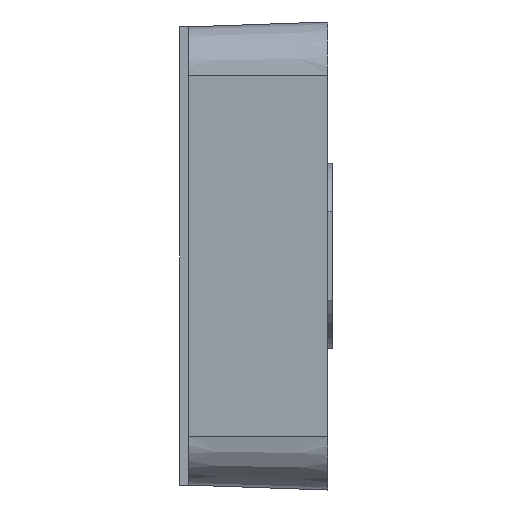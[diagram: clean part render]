
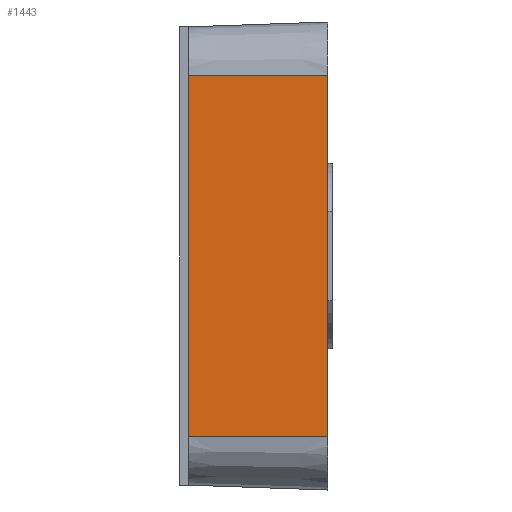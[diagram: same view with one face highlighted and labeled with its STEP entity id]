
A CAD part, left-side view. The second image highlights one B-rep face of the part: STEP entity #1443.
In plain terms, the highlighted planar face has unit normal (-0.999, 0.035, 0).
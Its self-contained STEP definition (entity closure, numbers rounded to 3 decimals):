
#76 = ORIENTED_EDGE ( 'NONE', *, *, #2199, .F. ) ;
#87 = CARTESIAN_POINT ( 'NONE',  ( -29.79, 6., -7.8 ) ) ;
#111 = VECTOR ( 'NONE', #2067, 1000. ) ;
#112 = DIRECTION ( 'NONE',  ( -0.999, 0.035, 0. ) ) ;
#220 = CARTESIAN_POINT ( 'NONE',  ( -30., 0., -7.8 ) ) ;
#228 = LINE ( 'NONE', #838, #664 ) ;
#249 = ORIENTED_EDGE ( 'NONE', *, *, #942, .T. ) ;
#476 = CARTESIAN_POINT ( 'NONE',  ( -30., 0., -7.8 ) ) ;
#517 = CARTESIAN_POINT ( 'NONE',  ( -30., 0., 7.8 ) ) ;
#657 = LINE ( 'NONE', #1464, #111 ) ;
#664 = VECTOR ( 'NONE', #2054, 1000. ) ;
#693 = VERTEX_POINT ( 'NONE', #1577 ) ;
#719 = FACE_OUTER_BOUND ( 'NONE', #847, .T. ) ;
#814 = LINE ( 'NONE', #220, #1713 ) ;
#838 = CARTESIAN_POINT ( 'NONE',  ( -30., 0., 7.8 ) ) ;
#847 = EDGE_LOOP ( 'NONE', ( #2310, #1560, #76, #249 ) ) ;
#877 = DIRECTION ( 'NONE',  ( 0., 0., 1. ) ) ;
#903 = AXIS2_PLACEMENT_3D ( 'NONE', #2511, #112, #2147 ) ;
#942 = EDGE_CURVE ( 'NONE', #693, #1279, #657, .T. ) ;
#1094 = CARTESIAN_POINT ( 'NONE',  ( -29.79, 6., 7.8 ) ) ;
#1279 = VERTEX_POINT ( 'NONE', #476 ) ;
#1295 = VECTOR ( 'NONE', #877, 1000. ) ;
#1443 = ADVANCED_FACE ( 'NONE', ( #719 ), #1521, .T. ) ;
#1464 = CARTESIAN_POINT ( 'NONE',  ( -30., 0., -7.8 ) ) ;
#1521 = PLANE ( 'NONE',  #903 ) ;
#1560 = ORIENTED_EDGE ( 'NONE', *, *, #2012, .F. ) ;
#1577 = CARTESIAN_POINT ( 'NONE',  ( -29.79, 6., -7.8 ) ) ;
#1620 = EDGE_CURVE ( 'NONE', #1279, #1739, #814, .T. ) ;
#1713 = VECTOR ( 'NONE', #1971, 1000. ) ;
#1739 = VERTEX_POINT ( 'NONE', #517 ) ;
#1886 = LINE ( 'NONE', #87, #1295 ) ;
#1971 = DIRECTION ( 'NONE',  ( 0., 0., 1. ) ) ;
#2012 = EDGE_CURVE ( 'NONE', #2190, #1739, #228, .T. ) ;
#2054 = DIRECTION ( 'NONE',  ( -0.035, -0.999, 0. ) ) ;
#2067 = DIRECTION ( 'NONE',  ( -0.035, -0.999, 0. ) ) ;
#2147 = DIRECTION ( 'NONE',  ( -0.035, -0.999, 0. ) ) ;
#2190 = VERTEX_POINT ( 'NONE', #1094 ) ;
#2199 = EDGE_CURVE ( 'NONE', #693, #2190, #1886, .T. ) ;
#2310 = ORIENTED_EDGE ( 'NONE', *, *, #1620, .T. ) ;
#2511 = CARTESIAN_POINT ( 'NONE',  ( -30., 0., -7.8 ) ) ;
